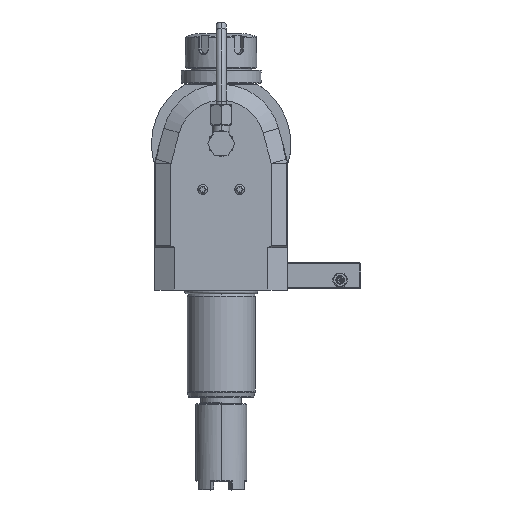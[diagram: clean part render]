
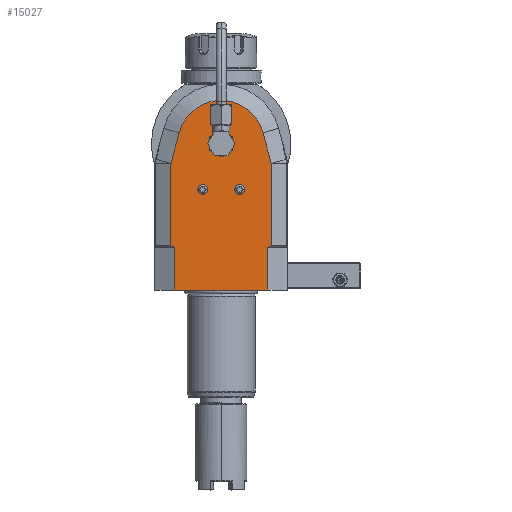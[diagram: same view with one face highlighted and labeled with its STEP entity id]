
A CAD part, top view. The second image highlights one B-rep face of the part: STEP entity #15027.
In plain terms, the highlighted planar face has unit normal (0, 0, 1).
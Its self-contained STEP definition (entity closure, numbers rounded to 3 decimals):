
#211=DIRECTION('',(-1.,0.,0.));
#212=VECTOR('',#211,55.);
#213=CARTESIAN_POINT('',(27.5,-86.,40.));
#214=LINE('',#213,#212);
#389=DIRECTION('',(0.,-1.,0.));
#390=VECTOR('',#389,25.);
#391=CARTESIAN_POINT('',(27.5,-61.,40.));
#392=LINE('',#391,#390);
#393=DIRECTION('',(0.,1.,0.));
#394=VECTOR('',#393,25.);
#395=CARTESIAN_POINT('',(-27.5,-86.,40.));
#396=LINE('',#395,#394);
#397=DIRECTION('',(0.894,-0.447,0.));
#398=VECTOR('',#397,2.236);
#399=CARTESIAN_POINT('',(-29.5,-60.,40.));
#400=LINE('',#399,#398);
#401=DIRECTION('',(0.,-1.,0.));
#402=VECTOR('',#401,48.363);
#403=CARTESIAN_POINT('',(-29.5,-11.637,40.));
#404=LINE('',#403,#402);
#405=CARTESIAN_POINT('',(-29.,-11.637,40.));
#406=DIRECTION('',(0.,0.,1.));
#407=DIRECTION('',(-0.966,0.259,0.));
#408=AXIS2_PLACEMENT_3D('',#405,#406,#407);
#410=DIRECTION('',(-0.259,-0.966,0.));
#411=VECTOR('',#410,18.746);
#412=CARTESIAN_POINT('',(-24.631,6.6,40.));
#413=LINE('',#412,#411);
#414=CARTESIAN_POINT('',(0.,0.,40.));
#415=DIRECTION('',(0.,0.,1.));
#416=DIRECTION('',(0.966,0.259,0.));
#417=AXIS2_PLACEMENT_3D('',#414,#415,#416);
#419=DIRECTION('',(-0.259,0.966,0.));
#420=VECTOR('',#419,18.746);
#421=CARTESIAN_POINT('',(29.483,-11.507,40.));
#422=LINE('',#421,#420);
#423=CARTESIAN_POINT('',(29.,-11.637,40.));
#424=DIRECTION('',(0.,0.,1.));
#425=DIRECTION('',(1.,0.,0.));
#426=AXIS2_PLACEMENT_3D('',#423,#424,#425);
#428=DIRECTION('',(0.,1.,0.));
#429=VECTOR('',#428,48.363);
#430=CARTESIAN_POINT('',(29.5,-60.,40.));
#431=LINE('',#430,#429);
#432=DIRECTION('',(0.894,0.447,0.));
#433=VECTOR('',#432,2.236);
#434=CARTESIAN_POINT('',(27.5,-61.,40.));
#435=LINE('',#434,#433);
#436=CARTESIAN_POINT('',(0.,0.,40.));
#437=DIRECTION('',(0.,0.,1.));
#438=DIRECTION('',(1.,0.,0.));
#439=AXIS2_PLACEMENT_3D('',#436,#437,#438);
#441=CARTESIAN_POINT('',(0.,0.,40.));
#442=DIRECTION('',(0.,0.,1.));
#443=DIRECTION('',(-1.,0.,0.));
#444=AXIS2_PLACEMENT_3D('',#441,#442,#443);
#446=CARTESIAN_POINT('',(10.864,-26.888,40.));
#447=DIRECTION('',(0.,0.,1.));
#448=DIRECTION('',(-1.,0.,0.));
#449=AXIS2_PLACEMENT_3D('',#446,#447,#448);
#451=CARTESIAN_POINT('',(10.864,-26.888,40.));
#452=DIRECTION('',(0.,0.,1.));
#453=DIRECTION('',(1.,0.,0.));
#454=AXIS2_PLACEMENT_3D('',#451,#452,#453);
#456=CARTESIAN_POINT('',(-10.864,-26.888,40.));
#457=DIRECTION('',(0.,0.,1.));
#458=DIRECTION('',(-1.,0.,0.));
#459=AXIS2_PLACEMENT_3D('',#456,#457,#458);
#461=CARTESIAN_POINT('',(-10.864,-26.888,40.));
#462=DIRECTION('',(0.,0.,1.));
#463=DIRECTION('',(1.,0.,0.));
#464=AXIS2_PLACEMENT_3D('',#461,#462,#463);
#13150=CARTESIAN_POINT('',(24.631,6.6,40.));
#13151=CARTESIAN_POINT('',(-24.631,6.6,40.));
#13152=VERTEX_POINT('',#13150);
#13153=VERTEX_POINT('',#13151);
#13158=CARTESIAN_POINT('',(-29.483,-11.507,40.));
#13159=VERTEX_POINT('',#13158);
#13160=CARTESIAN_POINT('',(29.483,-11.507,40.));
#13161=VERTEX_POINT('',#13160);
#13162=CARTESIAN_POINT('',(-29.5,-11.637,40.));
#13163=VERTEX_POINT('',#13162);
#13164=CARTESIAN_POINT('',(29.5,-11.637,40.));
#13165=VERTEX_POINT('',#13164);
#13183=CARTESIAN_POINT('',(29.5,-60.,40.));
#13185=VERTEX_POINT('',#13183);
#13192=CARTESIAN_POINT('',(-29.5,-60.,40.));
#13193=VERTEX_POINT('',#13192);
#13488=CARTESIAN_POINT('',(-13.714,-26.888,40.));
#13489=CARTESIAN_POINT('',(-8.014,-26.888,40.));
#13490=VERTEX_POINT('',#13488);
#13491=VERTEX_POINT('',#13489);
#13524=CARTESIAN_POINT('',(8.014,-26.888,40.));
#13525=CARTESIAN_POINT('',(13.714,-26.888,40.));
#13526=VERTEX_POINT('',#13524);
#13527=VERTEX_POINT('',#13525);
#13721=CARTESIAN_POINT('',(27.5,-61.,40.));
#13722=VERTEX_POINT('',#13721);
#13723=CARTESIAN_POINT('',(-27.5,-61.,40.));
#13724=VERTEX_POINT('',#13723);
#14286=CARTESIAN_POINT('',(6.5,0.,40.));
#14287=CARTESIAN_POINT('',(-6.5,0.,40.));
#14288=VERTEX_POINT('',#14286);
#14289=VERTEX_POINT('',#14287);
#14450=CARTESIAN_POINT('',(-27.5,-86.,40.));
#14452=VERTEX_POINT('',#14450);
#14455=CARTESIAN_POINT('',(27.5,-86.,40.));
#14457=VERTEX_POINT('',#14455);
#14980=CARTESIAN_POINT('',(0.,0.,40.));
#14981=DIRECTION('',(0.,0.,1.));
#14982=DIRECTION('',(1.,0.,0.));
#14983=AXIS2_PLACEMENT_3D('',#14980,#14981,#14982);
#14984=PLANE('',#14983);
#14986=ORIENTED_EDGE('',*,*,#14985,.T.);
#14987=ORIENTED_EDGE('',*,*,#14942,.T.);
#14988=ORIENTED_EDGE('',*,*,#14971,.T.);
#14990=ORIENTED_EDGE('',*,*,#14989,.F.);
#14992=ORIENTED_EDGE('',*,*,#14991,.F.);
#14994=ORIENTED_EDGE('',*,*,#14993,.F.);
#14996=ORIENTED_EDGE('',*,*,#14995,.F.);
#14998=ORIENTED_EDGE('',*,*,#14997,.F.);
#15000=ORIENTED_EDGE('',*,*,#14999,.F.);
#15002=ORIENTED_EDGE('',*,*,#15001,.F.);
#15004=ORIENTED_EDGE('',*,*,#15003,.F.);
#15006=ORIENTED_EDGE('',*,*,#15005,.F.);
#15007=EDGE_LOOP('',(#14986,#14987,#14988,#14990,#14992,#14994,#14996,#14998,
#15000,#15002,#15004,#15006));
#15008=FACE_OUTER_BOUND('',#15007,.F.);
#15010=ORIENTED_EDGE('',*,*,#15009,.T.);
#15012=ORIENTED_EDGE('',*,*,#15011,.T.);
#15013=EDGE_LOOP('',(#15010,#15012));
#15014=FACE_BOUND('',#15013,.F.);
#15016=ORIENTED_EDGE('',*,*,#15015,.T.);
#15018=ORIENTED_EDGE('',*,*,#15017,.T.);
#15019=EDGE_LOOP('',(#15016,#15018));
#15020=FACE_BOUND('',#15019,.F.);
#15022=ORIENTED_EDGE('',*,*,#15021,.T.);
#15024=ORIENTED_EDGE('',*,*,#15023,.T.);
#15025=EDGE_LOOP('',(#15022,#15024));
#15026=FACE_BOUND('',#15025,.F.);
#409=CIRCLE('',#408,0.5);
#418=CIRCLE('',#417,25.5);
#427=CIRCLE('',#426,0.5);
#440=CIRCLE('',#439,6.5);
#445=CIRCLE('',#444,6.5);
#450=CIRCLE('',#449,2.85);
#455=CIRCLE('',#454,2.85);
#460=CIRCLE('',#459,2.85);
#465=CIRCLE('',#464,2.85);
#14942=EDGE_CURVE('',#14457,#14452,#214,.T.);
#14971=EDGE_CURVE('',#14452,#13724,#396,.T.);
#14985=EDGE_CURVE('',#13722,#14457,#392,.T.);
#14989=EDGE_CURVE('',#13193,#13724,#400,.T.);
#14991=EDGE_CURVE('',#13163,#13193,#404,.T.);
#14993=EDGE_CURVE('',#13159,#13163,#409,.T.);
#14995=EDGE_CURVE('',#13153,#13159,#413,.T.);
#14997=EDGE_CURVE('',#13152,#13153,#418,.T.);
#14999=EDGE_CURVE('',#13161,#13152,#422,.T.);
#15001=EDGE_CURVE('',#13165,#13161,#427,.T.);
#15003=EDGE_CURVE('',#13185,#13165,#431,.T.);
#15005=EDGE_CURVE('',#13722,#13185,#435,.T.);
#15009=EDGE_CURVE('',#14288,#14289,#440,.T.);
#15011=EDGE_CURVE('',#14289,#14288,#445,.T.);
#15015=EDGE_CURVE('',#13526,#13527,#450,.T.);
#15017=EDGE_CURVE('',#13527,#13526,#455,.T.);
#15021=EDGE_CURVE('',#13490,#13491,#460,.T.);
#15023=EDGE_CURVE('',#13491,#13490,#465,.T.);
#15027=ADVANCED_FACE('',(#15008,#15014,#15020,#15026),#14984,.T.);
